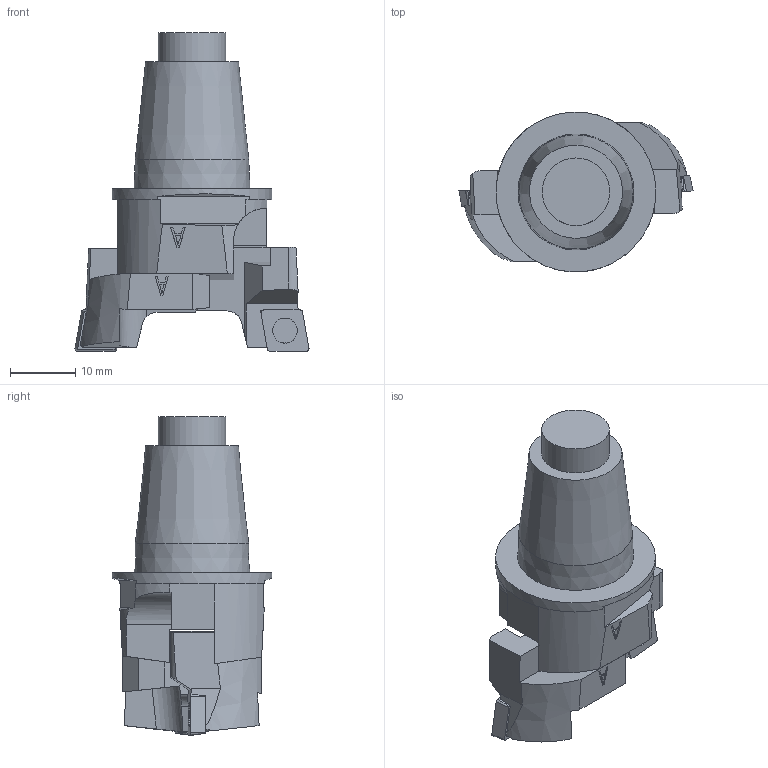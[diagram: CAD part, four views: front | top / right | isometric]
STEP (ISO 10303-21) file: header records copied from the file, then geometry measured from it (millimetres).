
FILE_DESCRIPTION(/* description */ (''),/* implementation_level */ '2;1');
FILE_NAME(/* name */ '1566819292033.stp',/* time_stamp */ '2019-08-26T13:34:58+02:00',/* author */ (''),/* organization */ ('SMS'),/* preprocessor_version */ 'ST-DEVELOPER v16.7',/* originating_system */ 'SIEMENS PLM Software NX 12.0',/* authorisation */ '');
FILE_SCHEMA (('AUTOMOTIVE_DESIGN { 1 0 10303 214 3 1 1 1 }'));
Length unit declared in the file: millimetre
Products named in the file (10): ASSEMBLY_CONSTRUCTION; 201026556mod000_00; IsoTurningInsert; 201026509mod000_00; 200952572mod000_01; 201026585mod000_01; 201026528mod000_01; 201088386mod000_01
Assembly tree (10 placements, depth 3):
  201088386mod000_01
    201026528mod000_01
      201026509mod000_00
      IsoTurningInsert
      ASSEMBLY_CONSTRUCTION
    201026585mod000_01
      201026556mod000_00
      IsoTurningInsert
      ASSEMBLY_CONSTRUCTION
    200952572mod000_01
    ASSEMBLY_CONSTRUCTION
Bounding box: 36 x 24.58 x 49 mm (x, y, z)
Volume: 12196.7 mm3; surface area: 5680.5 mm2
Topology: 5 solids, 5 shells, 195 faces, 509 edges, 356 vertices
Faces by surface type: plane 132, cylinder 23, extrusion 18, cone 14, torus 8
Full cylindrical faces by diameter (mm): 2.8 x4, 10.4 x1, 24.6 x1
Entity records: 6372 total; most frequent: CARTESIAN_POINT 1753, ORIENTED_EDGE 896, DIRECTION 816, EDGE_CURVE 448, VERTEX_POINT 305, VECTOR 276, AXIS2_PLACEMENT_3D 270, LINE 258
